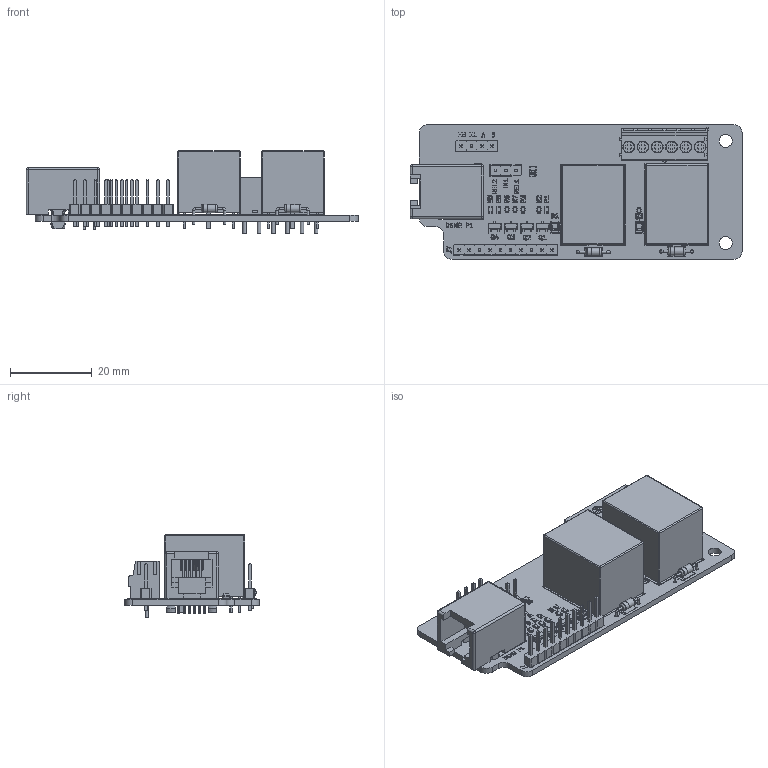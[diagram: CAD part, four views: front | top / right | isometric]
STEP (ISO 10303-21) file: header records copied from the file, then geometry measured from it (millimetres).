
FILE_DESCRIPTION(('KiCad electronic assembly'),'2;1');
FILE_NAME('MeterkastInterfaceBoard.step','2025-06-25T14:16:40',('Pcbnew' ),('Kicad'),'Open CASCADE STEP processor 7.8', 'KiCad to STEP converter','Unknown');
FILE_SCHEMA(('AUTOMOTIVE_DESIGN { 1 0 10303 214 1 1 1 1 }'));
Length unit declared in the file: millimetre
Products named in the file (13): MeterkastInterfaceBoard 1; LED_0805_2012Metric; Relay_SPDT_SANYOU_SRD_Series_Form_C; R_0603_1608Metric; TerminalBlock_Phoenix_PT-1,5-6-3.5-H_1x06_P3.50mm_Horizontal; SOT-23; D_DO-35_SOD27_P7.62mm_Horizontal; PinHeader_1x04_P2.54mm_Vertical; PinHeader_1x10_P2.54mm_Vertical; RJ12_Amphenol_54601; PinHeader_1x03_P2.54mm_Vertical; MeterkastInterfaceBoard_silkscreen; MeterkastInterfaceBoard_PCB
Assembly tree (26 placements, depth 2):
  MeterkastInterfaceBoard 1
    LED_0805_2012Metric  x2
    Relay_SPDT_SANYOU_SRD_Series_Form_C  x2
    R_0603_1608Metric  x9
    TerminalBlock_Phoenix_PT-1,5-6-3.5-H_1x06_P3.50mm_Horizontal
    SOT-23  x4
    D_DO-35_SOD27_P7.62mm_Horizontal  x2
    PinHeader_1x04_P2.54mm_Vertical
    PinHeader_1x10_P2.54mm_Vertical
    RJ12_Amphenol_54601
    PinHeader_1x03_P2.54mm_Vertical
    MeterkastInterfaceBoard_silkscreen
    MeterkastInterfaceBoard_PCB
Bounding box: 81.29 x 33 x 20.1 mm (x, y, z)
Volume: 16091.5 mm3; surface area: 13699.1 mm2
Topology: 27 solids, 172 shells, 1903 faces, 6870 edges, 5240 vertices
Faces by surface type: plane 1421, cylinder 342, bspline 108, sphere 12, torus 12, cone 8
Full cylindrical faces by diameter (mm): 0.5 x6, 0.76 x6, 0.8 x4, 0.9 x6, 1 x21, 1.2 x6, 1.3 x6, 2 x4, 2.02 x2, 2.7 x6, 2.9 x6, 3.2 x2, 3.25 x2
Entity records: 65619 total; most frequent: CARTESIAN_POINT 11609, DIRECTION 9118, ORIENTED_EDGE 8418, EDGE_CURVE 5449, VERTEX_POINT 4366, LINE 4296, VECTOR 4296, AXIS2_PLACEMENT_3D 2411
